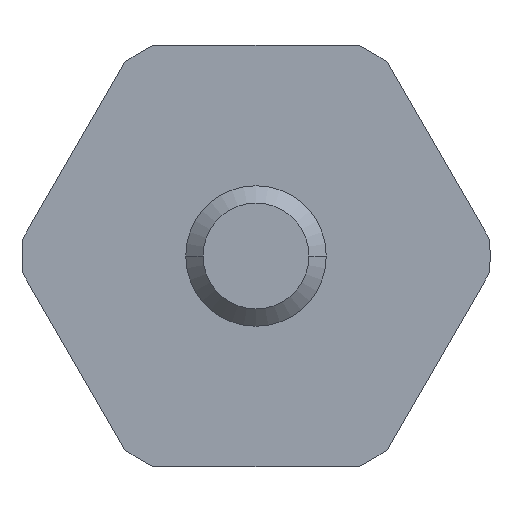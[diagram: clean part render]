
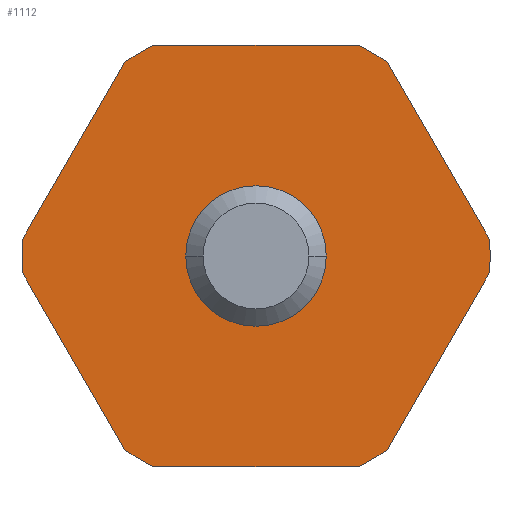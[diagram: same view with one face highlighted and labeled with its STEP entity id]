
A CAD part, front view. The second image highlights one B-rep face of the part: STEP entity #1112.
In plain terms, the highlighted planar face has unit normal (0, -1, 0).
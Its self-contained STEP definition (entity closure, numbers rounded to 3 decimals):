
#1=DIRECTION('',(0.5,0.,-0.866));
#2=VECTOR('',#1,17.436);
#3=CARTESIAN_POINT('',(-19.947,0.,-1.45));
#4=LINE('',#3,#2);
#5=DIRECTION('',(0.5,0.,0.866));
#6=VECTOR('',#5,17.436);
#7=CARTESIAN_POINT('',(-19.947,0.,1.45));
#8=LINE('',#7,#6);
#9=CARTESIAN_POINT('',(0.,0.,0.));
#10=DIRECTION('',(0.,1.,0.));
#11=DIRECTION('',(-0.561,0.,0.827));
#12=AXIS2_PLACEMENT_3D('',#9,#10,#11);
#14=DIRECTION('',(-1.,0.,0.));
#15=VECTOR('',#14,17.436);
#16=CARTESIAN_POINT('',(8.718,0.,18.));
#17=LINE('',#16,#15);
#18=CARTESIAN_POINT('',(0.,0.,0.));
#19=DIRECTION('',(0.,1.,0.));
#20=DIRECTION('',(0.436,0.,0.9));
#21=AXIS2_PLACEMENT_3D('',#18,#19,#20);
#23=DIRECTION('',(-0.5,0.,0.866));
#24=VECTOR('',#23,17.436);
#25=CARTESIAN_POINT('',(19.947,0.,1.45));
#26=LINE('',#25,#24);
#27=DIRECTION('',(-0.5,0.,-0.866));
#28=VECTOR('',#27,17.436);
#29=CARTESIAN_POINT('',(19.947,0.,-1.45));
#30=LINE('',#29,#28);
#31=CARTESIAN_POINT('',(0.,0.,0.));
#32=DIRECTION('',(0.,1.,0.));
#33=DIRECTION('',(0.561,0.,-0.827));
#34=AXIS2_PLACEMENT_3D('',#31,#32,#33);
#36=DIRECTION('',(1.,0.,0.));
#37=VECTOR('',#36,17.436);
#38=CARTESIAN_POINT('',(-8.718,0.,-18.));
#39=LINE('',#38,#37);
#40=CARTESIAN_POINT('',(0.,0.,0.));
#41=DIRECTION('',(0.,1.,0.));
#42=DIRECTION('',(-0.436,0.,-0.9));
#43=AXIS2_PLACEMENT_3D('',#40,#41,#42);
#45=CARTESIAN_POINT('',(0.,0.,0.));
#46=DIRECTION('',(0.,-1.,0.));
#47=DIRECTION('',(1.,0.,0.));
#48=AXIS2_PLACEMENT_3D('',#45,#46,#47);
#50=CARTESIAN_POINT('',(0.,0.,0.));
#51=DIRECTION('',(0.,-1.,0.));
#52=DIRECTION('',(-1.,0.,0.));
#53=AXIS2_PLACEMENT_3D('',#50,#51,#52);
#68=CARTESIAN_POINT('',(0.,0.,0.));
#69=DIRECTION('',(0.,-1.,0.));
#70=DIRECTION('',(-0.997,0.,0.073));
#71=AXIS2_PLACEMENT_3D('',#68,#69,#70);
#73=CARTESIAN_POINT('',(0.,0.,0.));
#74=DIRECTION('',(0.,-1.,0.));
#75=DIRECTION('',(0.997,0.,-0.073));
#76=AXIS2_PLACEMENT_3D('',#73,#74,#75);
#815=CARTESIAN_POINT('',(-19.947,0.,-1.45));
#816=CARTESIAN_POINT('',(-11.23,0.,-16.55));
#817=VERTEX_POINT('',#815);
#818=VERTEX_POINT('',#816);
#819=CARTESIAN_POINT('',(-8.718,0.,-18.));
#820=CARTESIAN_POINT('',(8.718,0.,-18.));
#821=VERTEX_POINT('',#819);
#822=VERTEX_POINT('',#820);
#823=CARTESIAN_POINT('',(19.947,0.,-1.45));
#824=CARTESIAN_POINT('',(11.23,0.,-16.55));
#825=VERTEX_POINT('',#823);
#826=VERTEX_POINT('',#824);
#827=CARTESIAN_POINT('',(19.947,0.,1.45));
#828=CARTESIAN_POINT('',(11.23,0.,16.55));
#829=VERTEX_POINT('',#827);
#830=VERTEX_POINT('',#828);
#831=CARTESIAN_POINT('',(8.718,0.,18.));
#832=CARTESIAN_POINT('',(-8.718,0.,18.));
#833=VERTEX_POINT('',#831);
#834=VERTEX_POINT('',#832);
#835=CARTESIAN_POINT('',(-19.947,0.,1.45));
#836=CARTESIAN_POINT('',(-11.23,0.,16.55));
#837=VERTEX_POINT('',#835);
#838=VERTEX_POINT('',#836);
#1071=CARTESIAN_POINT('',(4.7,0.,0.));
#1072=CARTESIAN_POINT('',(-4.7,0.,0.));
#1073=VERTEX_POINT('',#1071);
#1074=VERTEX_POINT('',#1072);
#1075=CARTESIAN_POINT('',(0.,0.,0.));
#1076=DIRECTION('',(0.,1.,0.));
#1077=DIRECTION('',(1.,0.,0.));
#1078=AXIS2_PLACEMENT_3D('',#1075,#1076,#1077);
#1079=PLANE('',#1078);
#1081=ORIENTED_EDGE('',*,*,#1080,.F.);
#1083=ORIENTED_EDGE('',*,*,#1082,.F.);
#1085=ORIENTED_EDGE('',*,*,#1084,.T.);
#1087=ORIENTED_EDGE('',*,*,#1086,.T.);
#1089=ORIENTED_EDGE('',*,*,#1088,.F.);
#1091=ORIENTED_EDGE('',*,*,#1090,.T.);
#1093=ORIENTED_EDGE('',*,*,#1092,.F.);
#1095=ORIENTED_EDGE('',*,*,#1094,.F.);
#1097=ORIENTED_EDGE('',*,*,#1096,.T.);
#1099=ORIENTED_EDGE('',*,*,#1098,.T.);
#1101=ORIENTED_EDGE('',*,*,#1100,.F.);
#1103=ORIENTED_EDGE('',*,*,#1102,.T.);
#1104=EDGE_LOOP('',(#1081,#1083,#1085,#1087,#1089,#1091,#1093,#1095,#1097,#1099,
#1101,#1103));
#1105=FACE_OUTER_BOUND('',#1104,.F.);
#1107=ORIENTED_EDGE('',*,*,#1106,.T.);
#1109=ORIENTED_EDGE('',*,*,#1108,.T.);
#1110=EDGE_LOOP('',(#1107,#1109));
#1111=FACE_BOUND('',#1110,.F.);
#1112=ADVANCED_FACE('',(#1105,#1111),#1079,.F.);
#13=CIRCLE('',#12,20.);
#22=CIRCLE('',#21,20.);
#35=CIRCLE('',#34,20.);
#44=CIRCLE('',#43,20.);
#49=CIRCLE('',#48,4.7);
#54=CIRCLE('',#53,4.7);
#72=CIRCLE('',#71,20.);
#77=CIRCLE('',#76,20.);
#1080=EDGE_CURVE('',#817,#818,#4,.T.);
#1082=EDGE_CURVE('',#837,#817,#72,.T.);
#1084=EDGE_CURVE('',#837,#838,#8,.T.);
#1086=EDGE_CURVE('',#838,#834,#13,.T.);
#1088=EDGE_CURVE('',#833,#834,#17,.T.);
#1090=EDGE_CURVE('',#833,#830,#22,.T.);
#1092=EDGE_CURVE('',#829,#830,#26,.T.);
#1094=EDGE_CURVE('',#825,#829,#77,.T.);
#1096=EDGE_CURVE('',#825,#826,#30,.T.);
#1098=EDGE_CURVE('',#826,#822,#35,.T.);
#1100=EDGE_CURVE('',#821,#822,#39,.T.);
#1102=EDGE_CURVE('',#821,#818,#44,.T.);
#1106=EDGE_CURVE('',#1073,#1074,#49,.T.);
#1108=EDGE_CURVE('',#1074,#1073,#54,.T.);
